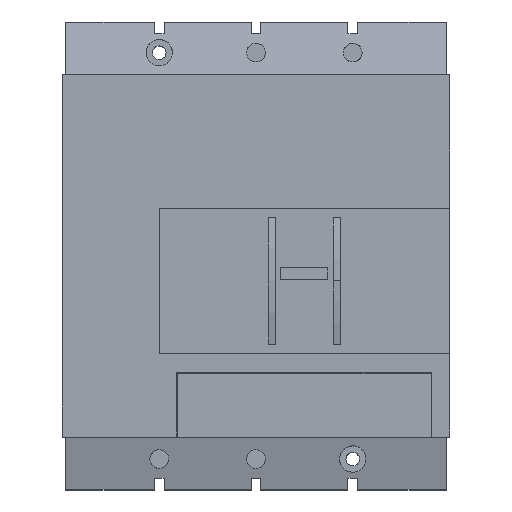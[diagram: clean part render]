
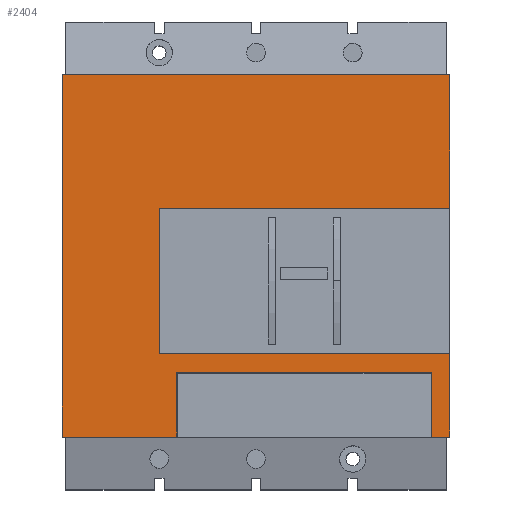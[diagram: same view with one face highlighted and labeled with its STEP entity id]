
A CAD part, top view. The second image highlights one B-rep face of the part: STEP entity #2404.
In plain terms, the highlighted planar face has unit normal (0, 0, 1).
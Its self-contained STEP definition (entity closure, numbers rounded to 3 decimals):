
#122 = EDGE_LOOP ( 'NONE', ( #4264, #4265, #4266, #4246, #4250, #4251, #4252, #4253, #4254, #4255, #4256, #4268 ) ) ;
#612 = EDGE_CURVE ( 'NONE', #726, #1959, #3190, .T. ) ;
#703 = VERTEX_POINT ( 'NONE', #823 ) ;
#722 = VERTEX_POINT ( 'NONE', #966 ) ;
#726 = VERTEX_POINT ( 'NONE', #902 ) ;
#767 = DIRECTION ( 'NONE',  ( -1., 0., 0. ) ) ;
#803 = VERTEX_POINT ( 'NONE', #935 ) ;
#823 = CARTESIAN_POINT ( 'NONE',  ( 114.55, -56.2, 68. ) ) ;
#878 = CARTESIAN_POINT ( 'NONE',  ( 120., 56.2, 68. ) ) ;
#879 = PLANE ( 'NONE',  #3477 ) ;
#902 = CARTESIAN_POINT ( 'NONE',  ( 0., 56.2, 68. ) ) ;
#906 = VERTEX_POINT ( 'NONE', #979 ) ;
#912 = VERTEX_POINT ( 'NONE', #1063 ) ;
#915 = VERTEX_POINT ( 'NONE', #927 ) ;
#927 = CARTESIAN_POINT ( 'NONE',  ( 120., -30.3, 68. ) ) ;
#935 = CARTESIAN_POINT ( 'NONE',  ( 35.45, -56.2, 68. ) ) ;
#965 = VERTEX_POINT ( 'NONE', #1554 ) ;
#966 = CARTESIAN_POINT ( 'NONE',  ( 114.55, -36.15, 68. ) ) ;
#979 = CARTESIAN_POINT ( 'NONE',  ( 35.45, -36.15, 68. ) ) ;
#980 = CARTESIAN_POINT ( 'NONE',  ( 0., 56.2, 68. ) ) ;
#999 = DIRECTION ( 'NONE',  ( 0., -1., 0. ) ) ;
#1063 = CARTESIAN_POINT ( 'NONE',  ( 30., -30.3, 68. ) ) ;
#1145 = CARTESIAN_POINT ( 'NONE',  ( 120., -56.2, 68. ) ) ;
#1147 = DIRECTION ( 'NONE',  ( -1., 0., 0. ) ) ;
#1153 = DIRECTION ( 'NONE',  ( 0., -1., 0. ) ) ;
#1154 = CARTESIAN_POINT ( 'NONE',  ( 35.45, -30.3, 68. ) ) ;
#1157 = CARTESIAN_POINT ( 'NONE',  ( 30., -35., 68. ) ) ;
#1159 = DIRECTION ( 'NONE',  ( 0., 1., 0. ) ) ;
#1162 = DIRECTION ( 'NONE',  ( 1., 0., 0. ) ) ;
#1204 = CARTESIAN_POINT ( 'NONE',  ( 120., -30.3, 68. ) ) ;
#1240 = DIRECTION ( 'NONE',  ( 0., -1., 0. ) ) ;
#1241 = CARTESIAN_POINT ( 'NONE',  ( 120., 56.2, 68. ) ) ;
#1246 = CARTESIAN_POINT ( 'NONE',  ( 120., 56.2, 68. ) ) ;
#1339 = DIRECTION ( 'NONE',  ( 0., -1., 0. ) ) ;
#1349 = CARTESIAN_POINT ( 'NONE',  ( 120., -30.3, 68. ) ) ;
#1414 = DIRECTION ( 'NONE',  ( -1., 0., 0. ) ) ;
#1451 = DIRECTION ( 'NONE',  ( -1., 0., 0. ) ) ;
#1452 = DIRECTION ( 'NONE',  ( 0., 0., -1. ) ) ;
#1470 = CARTESIAN_POINT ( 'NONE',  ( 120., 14.7, 68. ) ) ;
#1495 = DIRECTION ( 'NONE',  ( -1., 0., 0. ) ) ;
#1549 = CARTESIAN_POINT ( 'NONE',  ( 120., -36.15, 68. ) ) ;
#1554 = CARTESIAN_POINT ( 'NONE',  ( 120., 56.2, 68. ) ) ;
#1561 = DIRECTION ( 'NONE',  ( 0., -1., 0. ) ) ;
#1634 = DIRECTION ( 'NONE',  ( -1., 0., 0. ) ) ;
#1640 = CARTESIAN_POINT ( 'NONE',  ( 120., -56.2, 68. ) ) ;
#1647 = CARTESIAN_POINT ( 'NONE',  ( 120., 14.7, 68. ) ) ;
#1669 = CARTESIAN_POINT ( 'NONE',  ( 114.55, -30.3, 68. ) ) ;
#1689 = CARTESIAN_POINT ( 'NONE',  ( 120., -56.2, 68. ) ) ;
#1748 = CARTESIAN_POINT ( 'NONE',  ( 0., -56.2, 68. ) ) ;
#1779 = CARTESIAN_POINT ( 'NONE',  ( 30., 14.7, 68. ) ) ;
#1925 = VERTEX_POINT ( 'NONE', #1647 ) ;
#1931 = VERTEX_POINT ( 'NONE', #1640 ) ;
#1959 = VERTEX_POINT ( 'NONE', #1748 ) ;
#2005 = VERTEX_POINT ( 'NONE', #1779 ) ;
#2336 = EDGE_CURVE ( 'NONE', #965, #726, #3295, .T. ) ;
#2404 = ADVANCED_FACE ( 'PLANAR_6', ( #3373 ), #879, .F. ) ;
#2497 = EDGE_CURVE ( 'NONE', #915, #912, #3719, .T. ) ;
#2509 = EDGE_CURVE ( 'NONE', #1931, #703, #3736, .T. ) ;
#2517 = EDGE_CURVE ( 'NONE', #803, #1959, #3758, .T. ) ;
#2521 = EDGE_CURVE ( 'NONE', #906, #803, #3766, .T. ) ;
#2523 = EDGE_CURVE ( 'NONE', #912, #2005, #3770, .T. ) ;
#2525 = EDGE_CURVE ( 'NONE', #906, #722, #3774, .T. ) ;
#2526 = EDGE_CURVE ( 'NONE', #722, #703, #3776, .T. ) ;
#2536 = EDGE_CURVE ( 'NONE', #1925, #2005, #3784, .T. ) ;
#2537 = EDGE_CURVE ( 'NONE', #915, #1931, #3798, .T. ) ;
#2548 = EDGE_CURVE ( 'NONE', #965, #1925, #3819, .T. ) ;
#3186 = VECTOR ( 'NONE', #999, 1000. ) ;
#3190 = LINE ( 'NONE', #980, #3186 ) ;
#3295 = LINE ( 'NONE', #1246, #3296 ) ;
#3296 = VECTOR ( 'NONE', #767, 1000. ) ;
#3373 = FACE_OUTER_BOUND ( 'NONE', #122, .T. ) ;
#3477 = AXIS2_PLACEMENT_3D ( 'NONE', #878, #1452, #1451 ) ;
#3719 = LINE ( 'NONE', #1204, #3720 ) ;
#3720 = VECTOR ( 'NONE', #1495, 1000. ) ;
#3736 = LINE ( 'NONE', #1689, #3743 ) ;
#3743 = VECTOR ( 'NONE', #1634, 1000. ) ;
#3758 = LINE ( 'NONE', #1145, #3759 ) ;
#3759 = VECTOR ( 'NONE', #1147, 1000. ) ;
#3766 = LINE ( 'NONE', #1154, #3767 ) ;
#3767 = VECTOR ( 'NONE', #1153, 1000. ) ;
#3770 = LINE ( 'NONE', #1157, #3771 ) ;
#3771 = VECTOR ( 'NONE', #1159, 1000. ) ;
#3774 = LINE ( 'NONE', #1549, #3775 ) ;
#3775 = VECTOR ( 'NONE', #1162, 1000. ) ;
#3776 = LINE ( 'NONE', #1669, #3777 ) ;
#3777 = VECTOR ( 'NONE', #1561, 1000. ) ;
#3784 = LINE ( 'NONE', #1470, #3796 ) ;
#3796 = VECTOR ( 'NONE', #1414, 1000. ) ;
#3798 = LINE ( 'NONE', #1349, #3799 ) ;
#3799 = VECTOR ( 'NONE', #1339, 1000. ) ;
#3819 = LINE ( 'NONE', #1241, #3820 ) ;
#3820 = VECTOR ( 'NONE', #1240, 1000. ) ;
#4246 = ORIENTED_EDGE ( 'NONE', *, *, #2525, .T. ) ;
#4250 = ORIENTED_EDGE ( 'NONE', *, *, #2526, .T. ) ;
#4251 = ORIENTED_EDGE ( 'NONE', *, *, #2509, .F. ) ;
#4252 = ORIENTED_EDGE ( 'NONE', *, *, #2537, .F. ) ;
#4253 = ORIENTED_EDGE ( 'NONE', *, *, #2497, .T. ) ;
#4254 = ORIENTED_EDGE ( 'NONE', *, *, #2523, .T. ) ;
#4255 = ORIENTED_EDGE ( 'NONE', *, *, #2536, .F. ) ;
#4256 = ORIENTED_EDGE ( 'NONE', *, *, #2548, .F. ) ;
#4264 = ORIENTED_EDGE ( 'NONE', *, *, #612, .T. ) ;
#4265 = ORIENTED_EDGE ( 'NONE', *, *, #2517, .F. ) ;
#4266 = ORIENTED_EDGE ( 'NONE', *, *, #2521, .F. ) ;
#4268 = ORIENTED_EDGE ( 'NONE', *, *, #2336, .T. ) ;
